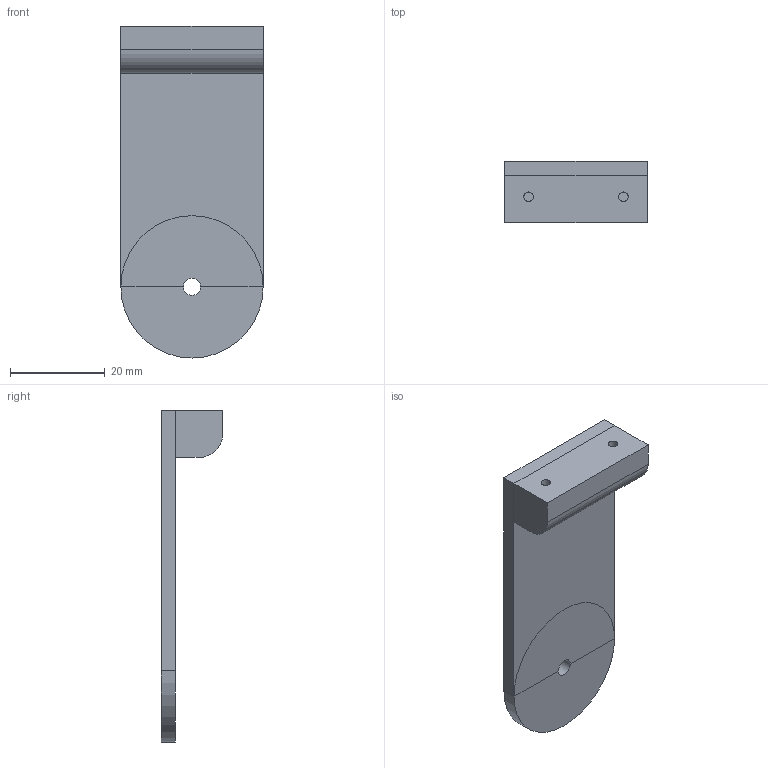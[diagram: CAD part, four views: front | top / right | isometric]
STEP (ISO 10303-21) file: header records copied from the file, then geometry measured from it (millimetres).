
FILE_DESCRIPTION(('FreeCAD Model'),'2;1');
FILE_NAME('support-arm.step','2020-04-04T11:39:10',('Author'),(''), 'Open CASCADE STEP processor 7.3','FreeCAD','Unknown');
FILE_SCHEMA(('AUTOMOTIVE_DESIGN { 1 0 10303 214 1 1 1 1 }'));
Length unit declared in the file: millimetre
Products named in the file (1): arm-support-with-axis-and-payload-plate-screw-holes
Bounding box: 30 x 13 x 70 mm (x, y, z)
Volume: 8768.5 mm3; surface area: 5407.2 mm2
Topology: 1 solids, 1 shells, 21 faces, 43 edges, 24 vertices
Faces by surface type: plane 16, cylinder 5
Full cylindrical faces by diameter (mm): 2 x2, 3.6 x1
Entity records: 1286 total; most frequent: CARTESIAN_POINT 223, DIRECTION 179, LINE 99, VECTOR 99, ORIENTED_EDGE 86, PCURVE 86, DEFINITIONAL_REPRESENTATION 86, EDGE_CURVE 43
